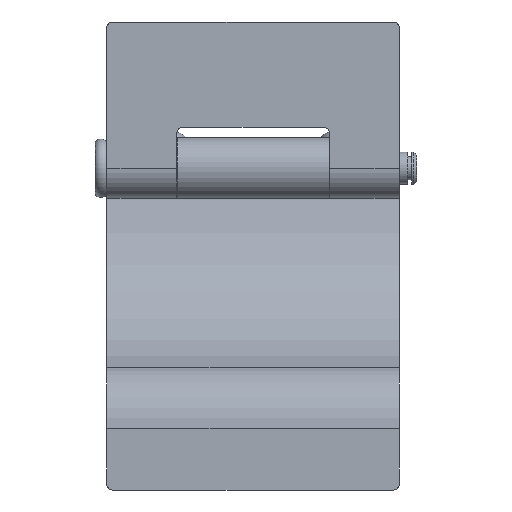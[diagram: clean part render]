
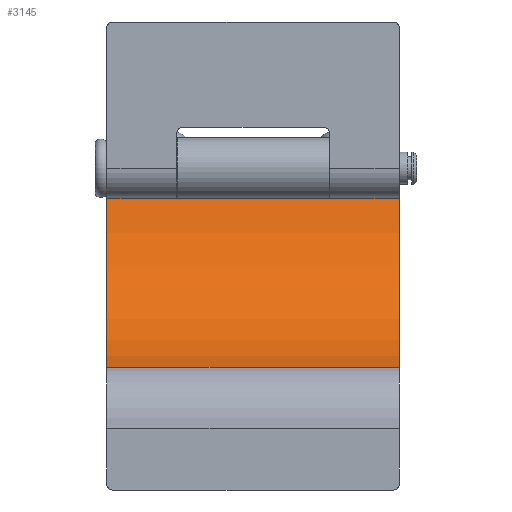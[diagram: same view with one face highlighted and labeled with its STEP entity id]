
A CAD part, front view. The second image highlights one B-rep face of the part: STEP entity #3145.
In plain terms, the highlighted cylindrical face has radius 35 mm (diameter 70 mm), a partial arc.
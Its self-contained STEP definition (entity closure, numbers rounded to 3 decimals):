
#30 = CIRCLE ( 'NONE', #1854, 35. ) ;
#33 = CIRCLE ( 'NONE', #1860, 35. ) ;
#207 = CARTESIAN_POINT ( 'NONE',  ( 25., 29.897, 0.431 ) ) ;
#208 = CARTESIAN_POINT ( 'NONE',  ( 25., 3.153, -34.013 ) ) ;
#211 = CARTESIAN_POINT ( 'NONE',  ( -25., 3.153, -34.013 ) ) ;
#608 = VERTEX_POINT ( 'NONE', #207 ) ;
#609 = VERTEX_POINT ( 'NONE', #208 ) ;
#612 = VERTEX_POINT ( 'NONE', #211 ) ;
#856 = CARTESIAN_POINT ( 'NONE',  ( -25., 29.897, 0.431 ) ) ;
#967 = CARTESIAN_POINT ( 'NONE',  ( 25., -5.1, 0. ) ) ;
#974 = DIRECTION ( 'NONE',  ( -1., 0., 0. ) ) ;
#975 = DIRECTION ( 'NONE',  ( 0., 0., 1. ) ) ;
#988 = CARTESIAN_POINT ( 'NONE',  ( -25., -5.1, 0. ) ) ;
#989 = DIRECTION ( 'NONE',  ( -1., 0., 0. ) ) ;
#990 = DIRECTION ( 'NONE',  ( 0., 0., 1. ) ) ;
#1854 = AXIS2_PLACEMENT_3D ( 'NONE', #967, #974, #975 ) ;
#1860 = AXIS2_PLACEMENT_3D ( 'NONE', #988, #989, #990 ) ;
#1976 = EDGE_CURVE ( 'NONE', #608, #609, #30, .T. ) ;
#1981 = EDGE_CURVE ( 'NONE', #2540, #612, #33, .T. ) ;
#2213 = ORIENTED_EDGE ( 'NONE', *, *, #3848, .T. ) ;
#2358 = VECTOR ( 'NONE', #3646, 1000. ) ;
#2360 = VECTOR ( 'NONE', #3649, 1000. ) ;
#2368 = FACE_OUTER_BOUND ( 'NONE', #2653, .T. ) ;
#2372 = AXIS2_PLACEMENT_3D ( 'NONE', #3678, #3679, #3680 ) ;
#2373 = CYLINDRICAL_SURFACE ( 'NONE', #2372, 35. ) ;
#2540 = VERTEX_POINT ( 'NONE', #856 ) ;
#2653 = EDGE_LOOP ( 'NONE', ( #2908, #2909, #2907, #2213 ) ) ;
#2907 = ORIENTED_EDGE ( 'NONE', *, *, #1976, .F. ) ;
#2908 = ORIENTED_EDGE ( 'NONE', *, *, #1981, .T. ) ;
#2909 = ORIENTED_EDGE ( 'NONE', *, *, #3847, .F. ) ;
#3145 = ADVANCED_FACE ( 'NONE', ( #2368 ), #2373, .F. ) ;
#3644 = LINE ( 'NONE', #3645, #2358 ) ;
#3645 = CARTESIAN_POINT ( 'NONE',  ( 25., 3.153, -34.013 ) ) ;
#3646 = DIRECTION ( 'NONE',  ( -1., 0., 0. ) ) ;
#3647 = LINE ( 'NONE', #3648, #2360 ) ;
#3648 = CARTESIAN_POINT ( 'NONE',  ( 25., 29.897, 0.431 ) ) ;
#3649 = DIRECTION ( 'NONE',  ( -1., 0., 0. ) ) ;
#3678 = CARTESIAN_POINT ( 'NONE',  ( 25., -5.1, 0. ) ) ;
#3679 = DIRECTION ( 'NONE',  ( -1., 0., 0. ) ) ;
#3680 = DIRECTION ( 'NONE',  ( 0., 0., 1. ) ) ;
#3847 = EDGE_CURVE ( 'NONE', #609, #612, #3644, .T. ) ;
#3848 = EDGE_CURVE ( 'NONE', #608, #2540, #3647, .T. ) ;
